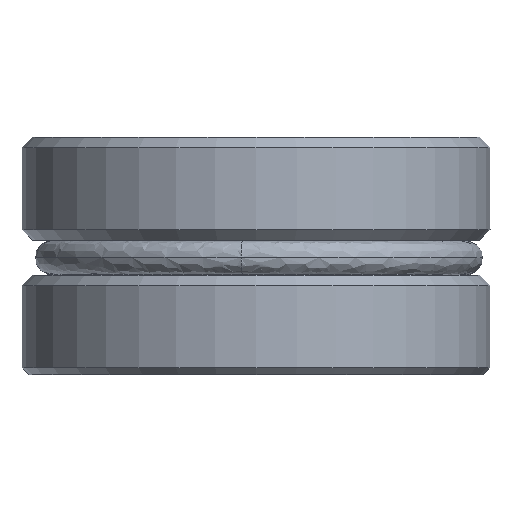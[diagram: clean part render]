
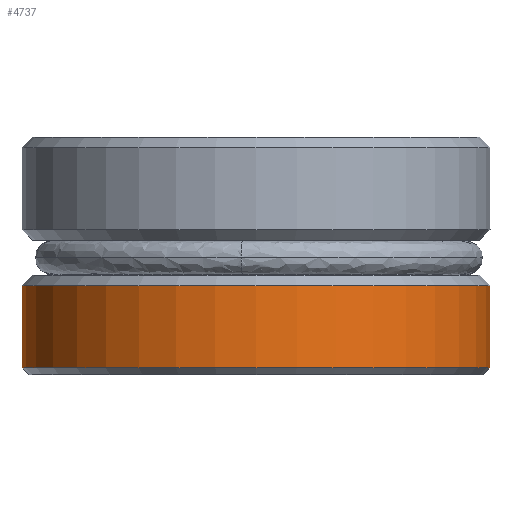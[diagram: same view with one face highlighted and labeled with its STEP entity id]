
A CAD part, front view. The second image highlights one B-rep face of the part: STEP entity #4737.
In plain terms, the highlighted cylindrical face has radius 6.795 mm (diameter 13.589 mm), a partial arc.
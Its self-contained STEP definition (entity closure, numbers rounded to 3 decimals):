
#600 = ORIENTED_EDGE ( 'NONE', *, *, #1752, .T. ) ;
#1090 = FACE_OUTER_BOUND ( 'NONE', #5844, .T. ) ;
#1188 = DIRECTION ( 'NONE',  ( 1., 0., 0. ) ) ;
#1209 = DIRECTION ( 'NONE',  ( 0., 0., -1. ) ) ;
#1491 = CIRCLE ( 'NONE', #7773, 6.795 ) ;
#1747 = CARTESIAN_POINT ( 'NONE',  ( 0.206, 2.358, 2.492 ) ) ;
#1752 = EDGE_CURVE ( 'NONE', #2491, #3982, #11056, .T. ) ;
#2079 = CARTESIAN_POINT ( 'NONE',  ( 0.206, 2.358, 0.102 ) ) ;
#2261 = VERTEX_POINT ( 'NONE', #9943 ) ;
#2491 = VERTEX_POINT ( 'NONE', #9625 ) ;
#2685 = ORIENTED_EDGE ( 'NONE', *, *, #10604, .T. ) ;
#3542 = EDGE_CURVE ( 'NONE', #2261, #4626, #6876, .T. ) ;
#3616 = DIRECTION ( 'NONE',  ( 0., 0., -1. ) ) ;
#3720 = VECTOR ( 'NONE', #3616, 1000. ) ;
#3899 = DIRECTION ( 'NONE',  ( -1., 0., 0. ) ) ;
#3936 = DIRECTION ( 'NONE',  ( 0., 0., 1. ) ) ;
#3982 = VERTEX_POINT ( 'NONE', #4535 ) ;
#4216 = VECTOR ( 'NONE', #5313, 1000. ) ;
#4535 = CARTESIAN_POINT ( 'NONE',  ( -6.589, 2.358, 0.102 ) ) ;
#4626 = VERTEX_POINT ( 'NONE', #7187 ) ;
#4737 = ADVANCED_FACE ( 'NONE', ( #1090 ), #4906, .T. ) ;
#4906 = CYLINDRICAL_SURFACE ( 'NONE', #7184, 6.795 ) ;
#5313 = DIRECTION ( 'NONE',  ( 0., 0., -1. ) ) ;
#5844 = EDGE_LOOP ( 'NONE', ( #10021, #2685, #600, #6037 ) ) ;
#6037 = ORIENTED_EDGE ( 'NONE', *, *, #8216, .T. ) ;
#6270 = DIRECTION ( 'NONE',  ( 1., 0., 0. ) ) ;
#6639 = CARTESIAN_POINT ( 'NONE',  ( 0.206, 2.358, 6.802 ) ) ;
#6876 = LINE ( 'NONE', #9605, #4216 ) ;
#7184 = AXIS2_PLACEMENT_3D ( 'NONE', #6639, #1209, #3899 ) ;
#7187 = CARTESIAN_POINT ( 'NONE',  ( 7., 2.358, 0.102 ) ) ;
#7773 = AXIS2_PLACEMENT_3D ( 'NONE', #1747, #8117, #6270 ) ;
#8117 = DIRECTION ( 'NONE',  ( 0., 0., -1. ) ) ;
#8216 = EDGE_CURVE ( 'NONE', #3982, #4626, #8238, .T. ) ;
#8238 = CIRCLE ( 'NONE', #9179, 6.795 ) ;
#9179 = AXIS2_PLACEMENT_3D ( 'NONE', #2079, #3936, #1188 ) ;
#9193 = CARTESIAN_POINT ( 'NONE',  ( -6.589, 2.358, 6.802 ) ) ;
#9605 = CARTESIAN_POINT ( 'NONE',  ( 7., 2.358, 6.802 ) ) ;
#9625 = CARTESIAN_POINT ( 'NONE',  ( -6.589, 2.358, 2.492 ) ) ;
#9943 = CARTESIAN_POINT ( 'NONE',  ( 7., 2.358, 2.492 ) ) ;
#10021 = ORIENTED_EDGE ( 'NONE', *, *, #3542, .F. ) ;
#10604 = EDGE_CURVE ( 'NONE', #2261, #2491, #1491, .T. ) ;
#11056 = LINE ( 'NONE', #9193, #3720 ) ;
